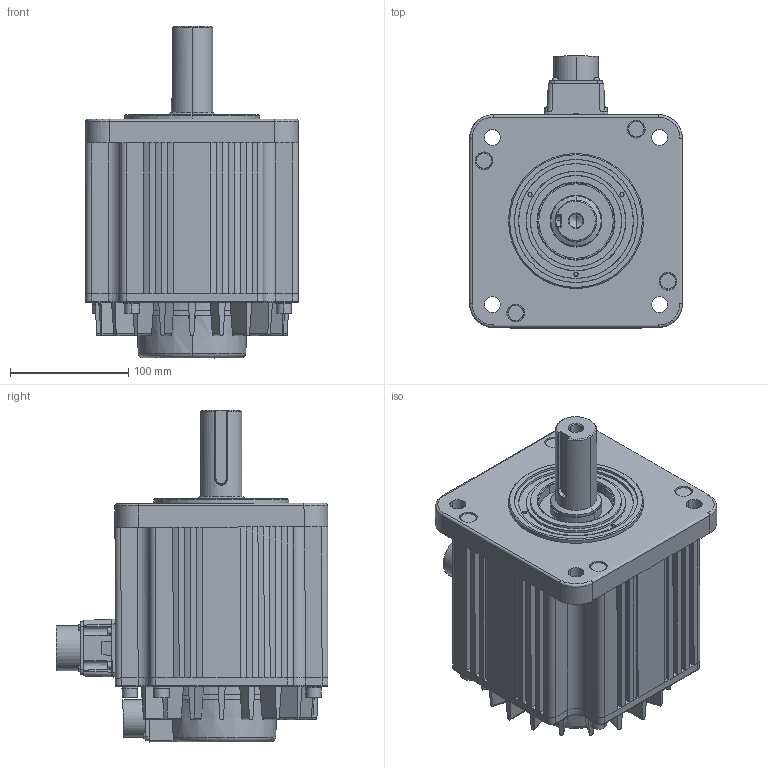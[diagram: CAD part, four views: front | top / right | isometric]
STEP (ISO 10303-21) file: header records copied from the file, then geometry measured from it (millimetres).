
FILE_DESCRIPTION (( 'STEP AP214' ), '1' );
FILE_NAME ('ECMA-FX1830RS 230N Coord fXT.STEP', '2020-06-09T17:37:47', ( '' ), ( '' ), 'SwSTEP 2.0', 'SolidWorks 2017', '' );
FILE_SCHEMA (( 'AUTOMOTIVE_DESIGN' ));
Length unit declared in the file: inch
Products named in the file (1): ECMA-FX1830RS 230N Coord fXT
Bounding box: 180 x 230.1 x 280.94 mm (x, y, z)
Volume: 5051632.2 mm3; surface area: 283379.6 mm2
Topology: 1 solids, 1 shells, 619 faces, 1433 edges, 887 vertices
Faces by surface type: plane 319, cylinder 195, cone 60, bspline 27, torus 18
Entity records: 21207 total; most frequent: CARTESIAN_POINT 7513, ORIENTED_EDGE 2862, DIRECTION 2720, EDGE_CURVE 1431, AXIS2_PLACEMENT_3D 967, VERTEX_POINT 887, VECTOR 786, LINE 786
